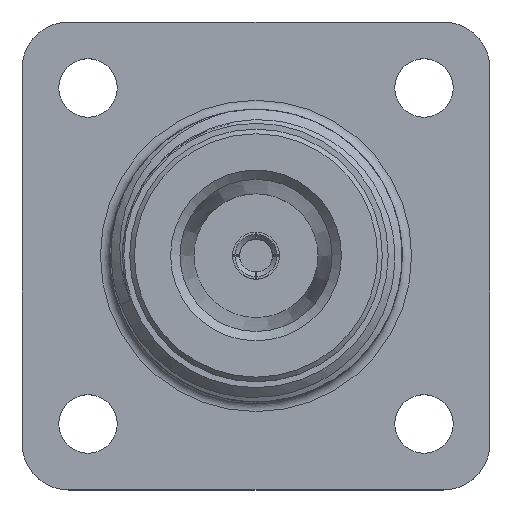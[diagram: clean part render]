
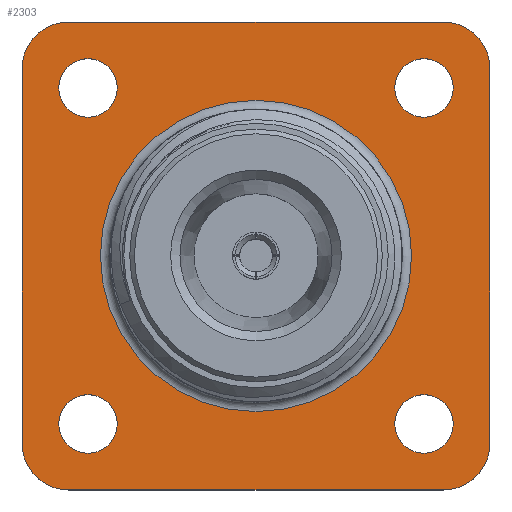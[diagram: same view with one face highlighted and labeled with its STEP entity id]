
A CAD part, top view. The second image highlights one B-rep face of the part: STEP entity #2303.
In plain terms, the highlighted planar face has unit normal (0, 0, 1).
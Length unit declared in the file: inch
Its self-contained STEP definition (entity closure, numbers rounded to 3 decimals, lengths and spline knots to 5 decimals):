
#19 = DIRECTION ( 'NONE',  ( 0., 0., 1. ) ) ;
#105 = CIRCLE ( 'NONE', #3083, 0.1 ) ;
#125 = DIRECTION ( 'NONE',  ( 0., -1., 0. ) ) ;
#272 = DIRECTION ( 'NONE',  ( 1., 0., 0. ) ) ;
#308 = CARTESIAN_POINT ( 'NONE',  ( -0.4, -0.5, -0.656 ) ) ;
#344 = AXIS2_PLACEMENT_3D ( 'NONE', #4093, #19, #4524 ) ;
#392 = ORIENTED_EDGE ( 'NONE', *, *, #572, .T. ) ;
#409 = LINE ( 'NONE', #1590, #1316 ) ;
#509 = DIRECTION ( 'NONE',  ( 0., 0., -1. ) ) ;
#572 = EDGE_CURVE ( 'NONE', #2519, #2296, #409, .T. ) ;
#581 = EDGE_CURVE ( 'NONE', #1641, #4108, #2248, .T. ) ;
#639 = CARTESIAN_POINT ( 'NONE',  ( 0.4, -0.4, -0.656 ) ) ;
#665 = DIRECTION ( 'NONE',  ( -1., 0., 0. ) ) ;
#740 = CARTESIAN_POINT ( 'NONE',  ( 0.5, 0.4, -0.656 ) ) ;
#743 = ORIENTED_EDGE ( 'NONE', *, *, #4844, .T. ) ;
#747 = DIRECTION ( 'NONE',  ( 0., 0., 1. ) ) ;
#761 = EDGE_LOOP ( 'NONE', ( #2160 ) ) ;
#822 = DIRECTION ( 'NONE',  ( 0., 0., 1. ) ) ;
#830 = DIRECTION ( 'NONE',  ( 0., 1., 0. ) ) ;
#850 = AXIS2_PLACEMENT_3D ( 'NONE', #1737, #509, #3015 ) ;
#1032 = EDGE_CURVE ( 'NONE', #1389, #1641, #1726, .T. ) ;
#1082 = EDGE_LOOP ( 'NONE', ( #743 ) ) ;
#1096 = FACE_BOUND ( 'NONE', #4869, .T. ) ;
#1108 = CARTESIAN_POINT ( 'NONE',  ( 0.4, 0.4, -0.656 ) ) ;
#1163 = VERTEX_POINT ( 'NONE', #5303 ) ;
#1176 = CARTESIAN_POINT ( 'NONE',  ( -0.5, -0.5, -0.656 ) ) ;
#1286 = CIRCLE ( 'NONE', #2219, 0.1 ) ;
#1294 = DIRECTION ( 'NONE',  ( -1., 0., 0. ) ) ;
#1316 = VECTOR ( 'NONE', #2868, 39.37008 ) ;
#1389 = VERTEX_POINT ( 'NONE', #4615 ) ;
#1491 = CARTESIAN_POINT ( 'NONE',  ( -0.5, -0.4, -0.656 ) ) ;
#1522 = VERTEX_POINT ( 'NONE', #3374 ) ;
#1578 = DIRECTION ( 'NONE',  ( 1., 0., 0. ) ) ;
#1590 = CARTESIAN_POINT ( 'NONE',  ( -0.5, 0.5, -0.656 ) ) ;
#1641 = VERTEX_POINT ( 'NONE', #1491 ) ;
#1690 = ORIENTED_EDGE ( 'NONE', *, *, #1758, .T. ) ;
#1726 = LINE ( 'NONE', #3360, #2076 ) ;
#1737 = CARTESIAN_POINT ( 'NONE',  ( 0., 0., -0.656 ) ) ;
#1758 = EDGE_CURVE ( 'NONE', #3079, #2519, #1286, .T. ) ;
#1827 = CIRCLE ( 'NONE', #4833, 0.0625 ) ;
#1874 = AXIS2_PLACEMENT_3D ( 'NONE', #3574, #4822, #2766 ) ;
#1901 = EDGE_LOOP ( 'NONE', ( #4281, #3216, #4213, #2170, #2741, #1690, #392, #5133 ) ) ;
#1919 = EDGE_CURVE ( 'NONE', #2312, #2312, #4719, .T. ) ;
#1953 = DIRECTION ( 'NONE',  ( 0., 0., 1. ) ) ;
#1997 = CARTESIAN_POINT ( 'NONE',  ( 0.4215, 0.359, -0.656 ) ) ;
#2076 = VECTOR ( 'NONE', #125, 39.37008 ) ;
#2160 = ORIENTED_EDGE ( 'NONE', *, *, #2467, .F. ) ;
#2170 = ORIENTED_EDGE ( 'NONE', *, *, #4003, .T. ) ;
#2219 = AXIS2_PLACEMENT_3D ( 'NONE', #1108, #2397, #2314 ) ;
#2223 = CIRCLE ( 'NONE', #4461, 0.0625 ) ;
#2235 = VECTOR ( 'NONE', #830, 39.37008 ) ;
#2248 = CIRCLE ( 'NONE', #3371, 0.1 ) ;
#2296 = VERTEX_POINT ( 'NONE', #4629 ) ;
#2303 = ADVANCED_FACE ( 'NONE', ( #4322, #5215, #4026, #1096, #3564, #3084 ), #2329, .T. ) ;
#2312 = VERTEX_POINT ( 'NONE', #3959 ) ;
#2314 = DIRECTION ( 'NONE',  ( -1., 0., 0. ) ) ;
#2329 = PLANE ( 'NONE',  #5094 ) ;
#2341 = VERTEX_POINT ( 'NONE', #3984 ) ;
#2355 = DIRECTION ( 'NONE',  ( 1., 0., 0. ) ) ;
#2359 = EDGE_LOOP ( 'NONE', ( #2402 ) ) ;
#2360 = EDGE_CURVE ( 'NONE', #4108, #1522, #3709, .T. ) ;
#2397 = DIRECTION ( 'NONE',  ( 0., 0., 1. ) ) ;
#2402 = ORIENTED_EDGE ( 'NONE', *, *, #3487, .F. ) ;
#2408 = DIRECTION ( 'NONE',  ( 1., 0., 0. ) ) ;
#2467 = EDGE_CURVE ( 'NONE', #2341, #2341, #1827, .T. ) ;
#2519 = VERTEX_POINT ( 'NONE', #2944 ) ;
#2645 = CARTESIAN_POINT ( 'NONE',  ( 0.359, 0.359, -0.656 ) ) ;
#2702 = EDGE_CURVE ( 'NONE', #5022, #3079, #4082, .T. ) ;
#2741 = ORIENTED_EDGE ( 'NONE', *, *, #2702, .T. ) ;
#2766 = DIRECTION ( 'NONE',  ( -1., 0., 0. ) ) ;
#2868 = DIRECTION ( 'NONE',  ( -1., 0., 0. ) ) ;
#2913 = AXIS2_PLACEMENT_3D ( 'NONE', #3184, #747, #272 ) ;
#2944 = CARTESIAN_POINT ( 'NONE',  ( 0.4, 0.5, -0.656 ) ) ;
#3015 = DIRECTION ( 'NONE',  ( -1., 0., 0. ) ) ;
#3079 = VERTEX_POINT ( 'NONE', #740 ) ;
#3083 = AXIS2_PLACEMENT_3D ( 'NONE', #639, #3913, #665 ) ;
#3084 = FACE_OUTER_BOUND ( 'NONE', #1901, .T. ) ;
#3184 = CARTESIAN_POINT ( 'NONE',  ( 0.359, -0.359, -0.656 ) ) ;
#3216 = ORIENTED_EDGE ( 'NONE', *, *, #581, .T. ) ;
#3249 = CARTESIAN_POINT ( 'NONE',  ( -0.3325, 0., -0.656 ) ) ;
#3295 = EDGE_CURVE ( 'NONE', #4065, #4065, #2223, .T. ) ;
#3360 = CARTESIAN_POINT ( 'NONE',  ( -0.5, -0.5, -0.656 ) ) ;
#3371 = AXIS2_PLACEMENT_3D ( 'NONE', #4139, #4872, #1294 ) ;
#3374 = CARTESIAN_POINT ( 'NONE',  ( 0.4, -0.5, -0.656 ) ) ;
#3487 = EDGE_CURVE ( 'NONE', #1163, #1163, #5240, .T. ) ;
#3564 = FACE_BOUND ( 'NONE', #1082, .T. ) ;
#3574 = CARTESIAN_POINT ( 'NONE',  ( -0.4, 0.4, -0.656 ) ) ;
#3639 = EDGE_LOOP ( 'NONE', ( #3801 ) ) ;
#3709 = LINE ( 'NONE', #1176, #4665 ) ;
#3801 = ORIENTED_EDGE ( 'NONE', *, *, #3295, .F. ) ;
#3854 = CIRCLE ( 'NONE', #850, 0.3325 ) ;
#3913 = DIRECTION ( 'NONE',  ( 0., 0., 1. ) ) ;
#3959 = CARTESIAN_POINT ( 'NONE',  ( -0.2965, 0.359, -0.656 ) ) ;
#3984 = CARTESIAN_POINT ( 'NONE',  ( -0.2965, -0.359, -0.656 ) ) ;
#4003 = EDGE_CURVE ( 'NONE', #1522, #5022, #105, .T. ) ;
#4026 = FACE_BOUND ( 'NONE', #3639, .T. ) ;
#4065 = VERTEX_POINT ( 'NONE', #1997 ) ;
#4082 = LINE ( 'NONE', #4920, #2235 ) ;
#4093 = CARTESIAN_POINT ( 'NONE',  ( -0.359, 0.359, -0.656 ) ) ;
#4108 = VERTEX_POINT ( 'NONE', #308 ) ;
#4119 = EDGE_CURVE ( 'NONE', #2296, #1389, #4978, .T. ) ;
#4139 = CARTESIAN_POINT ( 'NONE',  ( -0.4, -0.4, -0.656 ) ) ;
#4213 = ORIENTED_EDGE ( 'NONE', *, *, #2360, .T. ) ;
#4214 = DIRECTION ( 'NONE',  ( 0., 0., 1. ) ) ;
#4281 = ORIENTED_EDGE ( 'NONE', *, *, #1032, .T. ) ;
#4291 = DIRECTION ( 'NONE',  ( 1., 0., 0. ) ) ;
#4322 = FACE_BOUND ( 'NONE', #761, .T. ) ;
#4461 = AXIS2_PLACEMENT_3D ( 'NONE', #2645, #4214, #4291 ) ;
#4505 = CARTESIAN_POINT ( 'NONE',  ( -0.359, -0.359, -0.656 ) ) ;
#4522 = VERTEX_POINT ( 'NONE', #3249 ) ;
#4524 = DIRECTION ( 'NONE',  ( 1., 0., 0. ) ) ;
#4615 = CARTESIAN_POINT ( 'NONE',  ( -0.5, 0.4, -0.656 ) ) ;
#4629 = CARTESIAN_POINT ( 'NONE',  ( -0.4, 0.5, -0.656 ) ) ;
#4665 = VECTOR ( 'NONE', #2408, 39.37008 ) ;
#4719 = CIRCLE ( 'NONE', #344, 0.0625 ) ;
#4785 = CARTESIAN_POINT ( 'NONE',  ( 0., 0., -0.656 ) ) ;
#4822 = DIRECTION ( 'NONE',  ( 0., 0., 1. ) ) ;
#4833 = AXIS2_PLACEMENT_3D ( 'NONE', #4505, #822, #1578 ) ;
#4844 = EDGE_CURVE ( 'NONE', #4522, #4522, #3854, .T. ) ;
#4869 = EDGE_LOOP ( 'NONE', ( #5176 ) ) ;
#4872 = DIRECTION ( 'NONE',  ( 0., 0., 1. ) ) ;
#4920 = CARTESIAN_POINT ( 'NONE',  ( 0.5, -0.5, -0.656 ) ) ;
#4978 = CIRCLE ( 'NONE', #1874, 0.1 ) ;
#5021 = CARTESIAN_POINT ( 'NONE',  ( 0.5, -0.4, -0.656 ) ) ;
#5022 = VERTEX_POINT ( 'NONE', #5021 ) ;
#5094 = AXIS2_PLACEMENT_3D ( 'NONE', #4785, #1953, #2355 ) ;
#5133 = ORIENTED_EDGE ( 'NONE', *, *, #4119, .T. ) ;
#5176 = ORIENTED_EDGE ( 'NONE', *, *, #1919, .F. ) ;
#5215 = FACE_BOUND ( 'NONE', #2359, .T. ) ;
#5240 = CIRCLE ( 'NONE', #2913, 0.0625 ) ;
#5303 = CARTESIAN_POINT ( 'NONE',  ( 0.4215, -0.359, -0.656 ) ) ;
